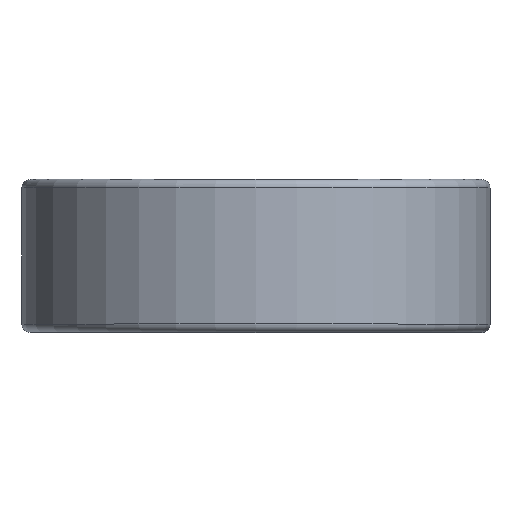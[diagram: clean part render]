
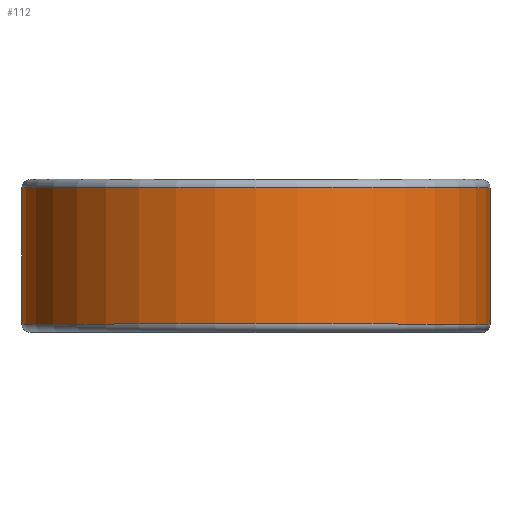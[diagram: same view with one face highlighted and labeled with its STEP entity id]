
A CAD part, top view. The second image highlights one B-rep face of the part: STEP entity #112.
In plain terms, the highlighted cylindrical face has radius 21.857 mm (diameter 43.713 mm), a partial arc.
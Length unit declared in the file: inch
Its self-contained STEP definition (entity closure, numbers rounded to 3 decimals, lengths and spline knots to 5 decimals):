
#2 = CYLINDRICAL_SURFACE ( 'NONE', #1009, 0.8605 ) ;
#20 = VECTOR ( 'NONE', #2359, 39.37008 ) ;
#104 = AXIS2_PLACEMENT_3D ( 'NONE', #1816, #1802, #1795 ) ;
#112 = ADVANCED_FACE ( 'NONE', ( #634 ), #2, .T. ) ;
#140 = EDGE_CURVE ( 'NONE', #1454, #173, #1210, .T. ) ;
#173 = VERTEX_POINT ( 'NONE', #2117 ) ;
#210 = EDGE_CURVE ( 'NONE', #1454, #1489, #1637, .T. ) ;
#236 = CARTESIAN_POINT ( 'NONE',  ( 0., 0.25125, -0.8605 ) ) ;
#428 = CARTESIAN_POINT ( 'NONE',  ( 0., 0.25125, -0.8605 ) ) ;
#577 = VERTEX_POINT ( 'NONE', #236 ) ;
#592 = ORIENTED_EDGE ( 'NONE', *, *, #638, .T. ) ;
#634 = FACE_OUTER_BOUND ( 'NONE', #979, .T. ) ;
#638 = EDGE_CURVE ( 'NONE', #1489, #577, #1788, .T. ) ;
#832 = VECTOR ( 'NONE', #2121, 39.37008 ) ;
#893 = AXIS2_PLACEMENT_3D ( 'NONE', #2139, #2150, #2155 ) ;
#972 = CARTESIAN_POINT ( 'NONE',  ( 0.8605, -0.25125, 0. ) ) ;
#979 = EDGE_LOOP ( 'NONE', ( #1464, #592, #1733, #1253 ) ) ;
#1009 = AXIS2_PLACEMENT_3D ( 'NONE', #1695, #1189, #1873 ) ;
#1189 = DIRECTION ( 'NONE',  ( 0., -1., 0. ) ) ;
#1210 = CIRCLE ( 'NONE', #893, 0.8605 ) ;
#1253 = ORIENTED_EDGE ( 'NONE', *, *, #140, .F. ) ;
#1313 = EDGE_CURVE ( 'NONE', #173, #577, #1456, .T. ) ;
#1354 = CARTESIAN_POINT ( 'NONE',  ( 0.8605, 0.25125, 0. ) ) ;
#1454 = VERTEX_POINT ( 'NONE', #972 ) ;
#1456 = LINE ( 'NONE', #428, #832 ) ;
#1464 = ORIENTED_EDGE ( 'NONE', *, *, #210, .T. ) ;
#1489 = VERTEX_POINT ( 'NONE', #1864 ) ;
#1637 = LINE ( 'NONE', #1354, #20 ) ;
#1695 = CARTESIAN_POINT ( 'NONE',  ( 0., 0.25, 0. ) ) ;
#1733 = ORIENTED_EDGE ( 'NONE', *, *, #1313, .F. ) ;
#1788 = CIRCLE ( 'NONE', #104, 0.8605 ) ;
#1795 = DIRECTION ( 'NONE',  ( 0., 0., -1. ) ) ;
#1802 = DIRECTION ( 'NONE',  ( 0., -1., 0. ) ) ;
#1816 = CARTESIAN_POINT ( 'NONE',  ( 0., 0.25125, 0. ) ) ;
#1864 = CARTESIAN_POINT ( 'NONE',  ( 0.8605, 0.25125, 0. ) ) ;
#1873 = DIRECTION ( 'NONE',  ( 0., 0., -1. ) ) ;
#2117 = CARTESIAN_POINT ( 'NONE',  ( 0., -0.25125, -0.8605 ) ) ;
#2121 = DIRECTION ( 'NONE',  ( 0., 1., 0. ) ) ;
#2139 = CARTESIAN_POINT ( 'NONE',  ( 0., -0.25125, 0. ) ) ;
#2150 = DIRECTION ( 'NONE',  ( 0., -1., 0. ) ) ;
#2155 = DIRECTION ( 'NONE',  ( 0., 0., -1. ) ) ;
#2359 = DIRECTION ( 'NONE',  ( 0., 1., 0. ) ) ;
